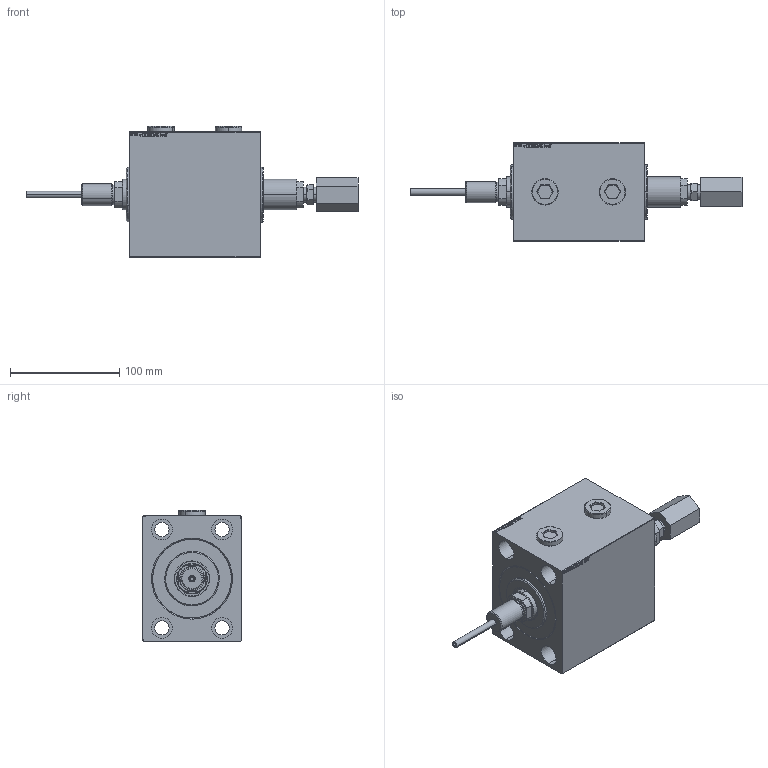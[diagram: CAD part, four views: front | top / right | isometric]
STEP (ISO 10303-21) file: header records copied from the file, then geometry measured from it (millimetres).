
FILE_DESCRIPTION (( 'STEP AP203' ), '1' );
FILE_NAME ('54f4.STEP', '2022-09-19T11:21:10', ( '' ), ( '' ), 'SwSTEP 2.0', 'SolidWorks 2019', '' );
FILE_SCHEMA (( 'CONFIG_CONTROL_DESIGN' ));
Length unit declared in the file: millimetre
Products named in the file (7): V450DCP_B_RodCooling_ACCESSORIES 38a7635b1631d5ebe81c906a60763ac2; PLUG 38a7635b1631d5ebe81c906a60763ac2; V450DCP_B_VCP 38a7635b1631d5ebe81c906a60763ac2; V450DCP_VC_B 38a7635b1631d5ebe81c906a60763ac2; V450DCP_C_Body 38a7635b1631d5ebe81c906a60763ac2; V450CP_MALE_METRIC 38a7635b1631d5ebe81c906a60763ac2; 54f4
Assembly tree (7 placements, depth 2):
  54f4
    V450DCP_C_Body 38a7635b1631d5ebe81c906a60763ac2
    V450DCP_B_RodCooling_ACCESSORIES 38a7635b1631d5ebe81c906a60763ac2
    V450CP_MALE_METRIC 38a7635b1631d5ebe81c906a60763ac2
    V450DCP_B_VCP 38a7635b1631d5ebe81c906a60763ac2
    V450DCP_VC_B 38a7635b1631d5ebe81c906a60763ac2
    PLUG 38a7635b1631d5ebe81c906a60763ac2  x2
Bounding box: 303.7 x 90 x 119.9 mm (x, y, z)
Volume: 1140848.4 mm3; surface area: 180799.8 mm2
Topology: 7 solids, 7 shells, 1024 faces, 2558 edges, 1682 vertices
Faces by surface type: plane 480, bspline 380, cylinder 122, cone 34, torus 8
Entity records: 48495 total; most frequent: CARTESIAN_POINT 26027, ORIENTED_EDGE 5036, DIRECTION 3278, EDGE_CURVE 2518, VERTEX_POINT 1658, VECTOR 1452, LINE 1452, EDGE_LOOP 1162
